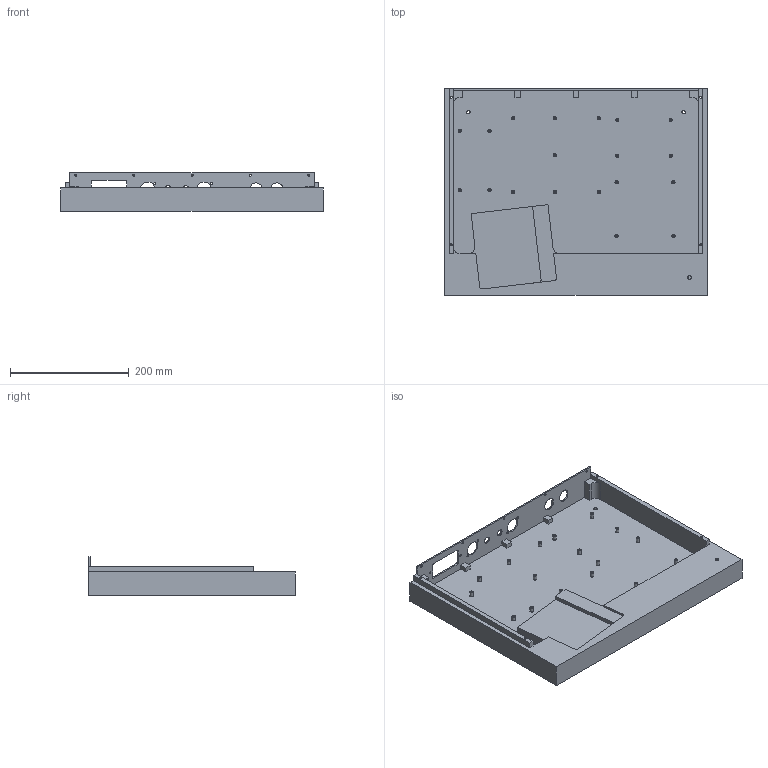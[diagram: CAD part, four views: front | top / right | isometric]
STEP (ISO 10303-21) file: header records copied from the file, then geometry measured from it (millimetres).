
FILE_DESCRIPTION(/* description */ (''),/* implementation_level */ '2;1');
FILE_NAME(/* name */ 'base oratorio full 2019.stp',/* time_stamp */ '2019-01-03T11:22:54+01:00',/* author */ (''),/* organization */ (''),/* preprocessor_version */ 'ST-DEVELOPER v15.2',/* originating_system */ 'Autodesk Translator Framework v2.0.0.5431',/* authorisation */ '');
FILE_SCHEMA (('AUTOMOTIVE_DESIGN { 1 0 10303 214 3 1 1 }'));
Length unit declared in the file: centimetre
Products named in the file (1): oratorio be final
Bounding box: 442 x 347.5 x 64.5 mm (x, y, z)
Volume: 2485623.5 mm3; surface area: 482403.8 mm2
Topology: 2 solids, 28 shells, 285 faces, 679 edges, 447 vertices
Faces by surface type: cylinder 121, plane 113, cone 42, bspline 9
Full cylindrical faces by diameter (mm): 2.5 x26, 3 x26, 3.2 x12, 3.5 x10, 5.563 x19, 5.85 x4, 11.5 x2, 24 x2
Entity records: 8408 total; most frequent: CARTESIAN_POINT 2160, DIRECTION 1320, ORIENTED_EDGE 968, AXIS2_PLACEMENT_3D 561, EDGE_LOOP 543, EDGE_CURVE 510, VERTEX_POINT 421, ADVANCED_FACE 285
